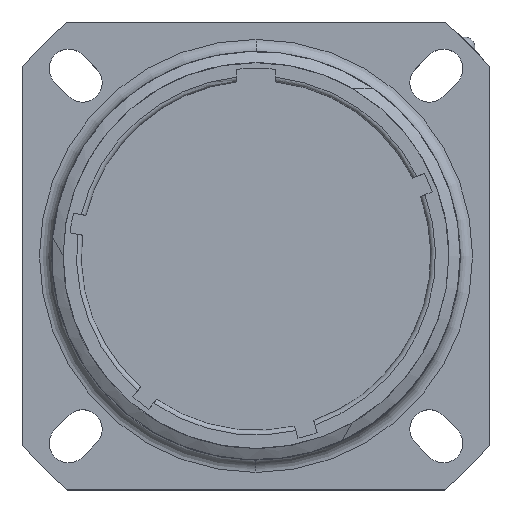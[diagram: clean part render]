
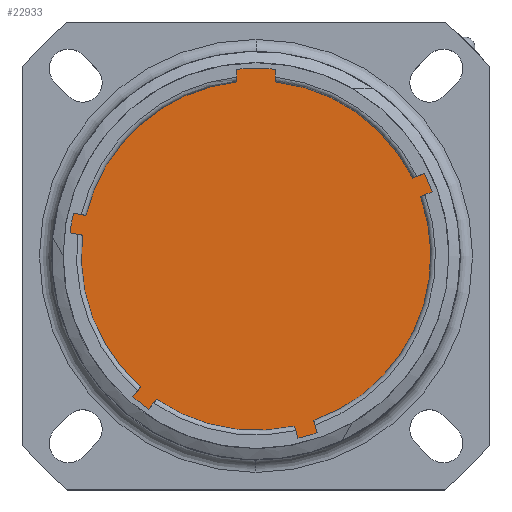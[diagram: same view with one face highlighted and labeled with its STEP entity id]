
A CAD part, top view. The second image highlights one B-rep face of the part: STEP entity #22933.
In plain terms, the highlighted planar face has unit normal (0, 0, 1).
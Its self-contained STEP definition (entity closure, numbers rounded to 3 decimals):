
#12153=CARTESIAN_POINT('',(0.,0.,18.015));
#12154=DIRECTION('',(0.,0.,1.));
#12155=DIRECTION('',(0.94,0.341,0.));
#12156=AXIS2_PLACEMENT_3D('',#12153,#12154,#12155);
#12162=CARTESIAN_POINT('',(0.,0.,18.015));
#12163=DIRECTION('',(0.,0.,-1.));
#12164=DIRECTION('',(0.111,0.994,0.));
#12165=AXIS2_PLACEMENT_3D('',#12162,#12163,#12164);
#12175=DIRECTION('',(0.,1.,0.));
#12176=VECTOR('',#12175,1.071);
#12177=CARTESIAN_POINT('',(1.65,14.718,18.015));
#12178=LINE('',#12177,#12176);
#12179=CARTESIAN_POINT('',(0.,0.,18.015));
#12180=DIRECTION('',(0.,0.,1.));
#12181=DIRECTION('',(0.104,0.995,0.));
#12182=AXIS2_PLACEMENT_3D('',#12179,#12180,#12181);
#12188=DIRECTION('',(0.,-1.,0.));
#12189=VECTOR('',#12188,1.071);
#12190=CARTESIAN_POINT('',(-1.65,15.789,18.015));
#12191=LINE('',#12190,#12189);
#12196=CARTESIAN_POINT('',(0.,0.,18.015));
#12197=DIRECTION('',(0.,0.,-1.));
#12198=DIRECTION('',(-0.973,0.23,0.));
#12199=AXIS2_PLACEMENT_3D('',#12196,#12197,#12198);
#12209=DIRECTION('',(-0.985,0.174,0.));
#12210=VECTOR('',#12209,1.067);
#12211=CARTESIAN_POINT('',(-14.413,3.405,18.015));
#12212=LINE('',#12211,#12210);
#12213=CARTESIAN_POINT('',(0.,0.,18.015));
#12214=DIRECTION('',(0.,0.,1.));
#12215=DIRECTION('',(-0.974,0.226,0.));
#12216=AXIS2_PLACEMENT_3D('',#12213,#12214,#12215);
#12222=DIRECTION('',(0.985,-0.174,0.));
#12223=VECTOR('',#12222,1.067);
#12224=CARTESIAN_POINT('',(-15.759,1.916,18.015));
#12225=LINE('',#12224,#12223);
#12230=CARTESIAN_POINT('',(0.,0.,18.015));
#12231=DIRECTION('',(0.,0.,-1.));
#12232=DIRECTION('',(-0.66,-0.751,0.));
#12233=AXIS2_PLACEMENT_3D('',#12230,#12231,#12232);
#12243=DIRECTION('',(-0.616,-0.788,0.));
#12244=VECTOR('',#12243,1.067);
#12245=CARTESIAN_POINT('',(-9.773,-11.128,18.015));
#12246=LINE('',#12245,#12244);
#12247=CARTESIAN_POINT('',(0.,0.,18.015));
#12248=DIRECTION('',(0.,0.,1.));
#12249=DIRECTION('',(-0.657,-0.754,0.));
#12250=AXIS2_PLACEMENT_3D('',#12247,#12248,#12249);
#12256=DIRECTION('',(0.616,0.788,0.));
#12257=VECTOR('',#12256,1.067);
#12258=CARTESIAN_POINT('',(-9.09,-13.015,18.015));
#12259=LINE('',#12258,#12257);
#12264=CARTESIAN_POINT('',(0.,0.,18.015));
#12265=DIRECTION('',(0.,0.,-1.));
#12266=DIRECTION('',(0.22,-0.975,0.));
#12267=AXIS2_PLACEMENT_3D('',#12264,#12265,#12266);
#12277=DIRECTION('',(0.276,-0.961,0.));
#12278=VECTOR('',#12277,1.067);
#12279=CARTESIAN_POINT('',(3.258,-14.447,18.015));
#12280=LINE('',#12279,#12278);
#12281=CARTESIAN_POINT('',(0.,0.,18.015));
#12282=DIRECTION('',(0.,0.,1.));
#12283=DIRECTION('',(0.224,-0.975,0.));
#12284=AXIS2_PLACEMENT_3D('',#12281,#12282,#12283);
#12290=DIRECTION('',(-0.276,0.961,0.));
#12291=VECTOR('',#12290,1.067);
#12292=CARTESIAN_POINT('',(5.187,-15.004,18.015));
#12293=LINE('',#12292,#12291);
#12298=CARTESIAN_POINT('',(0.,0.,18.015));
#12299=DIRECTION('',(0.,0.,-1.));
#12300=DIRECTION('',(0.941,0.337,0.));
#12301=AXIS2_PLACEMENT_3D('',#12298,#12299,#12300);
#12311=DIRECTION('',(0.921,0.391,0.));
#12312=VECTOR('',#12311,1.067);
#12313=CARTESIAN_POINT('',(13.942,4.995,18.015));
#12314=LINE('',#12313,#12312);
#12555=DIRECTION('',(-0.921,-0.391,0.));
#12556=VECTOR('',#12555,1.067);
#12557=CARTESIAN_POINT('',(14.26,6.976,18.015));
#12558=LINE('',#12557,#12556);
#13693=CARTESIAN_POINT('',(1.65,14.718,18.015));
#13694=CARTESIAN_POINT('',(13.278,6.56,18.015));
#13695=VERTEX_POINT('',#13693);
#13696=VERTEX_POINT('',#13694);
#13733=CARTESIAN_POINT('',(1.65,15.789,18.015));
#13734=VERTEX_POINT('',#13733);
#13735=CARTESIAN_POINT('',(-1.65,15.789,18.015));
#13736=VERTEX_POINT('',#13735);
#13737=CARTESIAN_POINT('',(-1.65,14.718,18.015));
#13738=VERTEX_POINT('',#13737);
#13739=CARTESIAN_POINT('',(-14.413,3.405,18.015));
#13740=CARTESIAN_POINT('',(-15.464,3.59,18.015));
#13741=VERTEX_POINT('',#13739);
#13742=VERTEX_POINT('',#13740);
#13743=CARTESIAN_POINT('',(-15.759,1.916,18.015));
#13744=VERTEX_POINT('',#13743);
#13745=CARTESIAN_POINT('',(-14.709,1.73,18.015));
#13746=VERTEX_POINT('',#13745);
#13747=CARTESIAN_POINT('',(-10.429,-11.968,18.015));
#13748=CARTESIAN_POINT('',(-9.09,-13.015,18.015));
#13749=VERTEX_POINT('',#13747);
#13750=VERTEX_POINT('',#13748);
#13751=CARTESIAN_POINT('',(-8.433,-12.175,18.015));
#13752=VERTEX_POINT('',#13751);
#13753=CARTESIAN_POINT('',(-9.773,-11.128,18.015));
#13754=VERTEX_POINT('',#13753);
#13755=CARTESIAN_POINT('',(3.552,-15.472,18.015));
#13756=CARTESIAN_POINT('',(5.187,-15.004,18.015));
#13757=VERTEX_POINT('',#13755);
#13758=VERTEX_POINT('',#13756);
#13759=CARTESIAN_POINT('',(4.893,-13.979,18.015));
#13760=VERTEX_POINT('',#13759);
#13761=CARTESIAN_POINT('',(3.258,-14.447,18.015));
#13762=VERTEX_POINT('',#13761);
#13763=CARTESIAN_POINT('',(14.924,5.412,18.015));
#13764=CARTESIAN_POINT('',(14.26,6.976,18.015));
#13765=VERTEX_POINT('',#13763);
#13766=VERTEX_POINT('',#13764);
#13767=CARTESIAN_POINT('',(13.942,4.995,18.015));
#13768=VERTEX_POINT('',#13767);
#22887=CARTESIAN_POINT('',(0.,0.,18.015));
#22888=DIRECTION('',(0.,0.,1.));
#22889=DIRECTION('',(0.,1.,0.));
#22890=AXIS2_PLACEMENT_3D('',#22887,#22888,#22889);
#22891=PLANE('',#22890);
#22893=ORIENTED_EDGE('',*,*,#22892,.T.);
#22895=ORIENTED_EDGE('',*,*,#22894,.F.);
#22896=ORIENTED_EDGE('',*,*,#22877,.F.);
#22898=ORIENTED_EDGE('',*,*,#22897,.F.);
#22900=ORIENTED_EDGE('',*,*,#22899,.T.);
#22902=ORIENTED_EDGE('',*,*,#22901,.F.);
#22904=ORIENTED_EDGE('',*,*,#22903,.F.);
#22906=ORIENTED_EDGE('',*,*,#22905,.F.);
#22908=ORIENTED_EDGE('',*,*,#22907,.T.);
#22910=ORIENTED_EDGE('',*,*,#22909,.F.);
#22912=ORIENTED_EDGE('',*,*,#22911,.F.);
#22914=ORIENTED_EDGE('',*,*,#22913,.F.);
#22916=ORIENTED_EDGE('',*,*,#22915,.T.);
#22918=ORIENTED_EDGE('',*,*,#22917,.F.);
#22920=ORIENTED_EDGE('',*,*,#22919,.F.);
#22922=ORIENTED_EDGE('',*,*,#22921,.F.);
#22924=ORIENTED_EDGE('',*,*,#22923,.T.);
#22926=ORIENTED_EDGE('',*,*,#22925,.F.);
#22928=ORIENTED_EDGE('',*,*,#22927,.F.);
#22930=ORIENTED_EDGE('',*,*,#22929,.F.);
#22931=EDGE_LOOP('',(#22893,#22895,#22896,#22898,#22900,#22902,#22904,#22906,
#22908,#22910,#22912,#22914,#22916,#22918,#22920,#22922,#22924,#22926,#22928,
#22930));
#22932=FACE_OUTER_BOUND('',#22931,.F.);
#22933=ADVANCED_FACE('',(#22932),#22891,.T.);
#12157=CIRCLE('',#12156,15.875);
#12166=CIRCLE('',#12165,14.81);
#12183=CIRCLE('',#12182,15.875);
#12200=CIRCLE('',#12199,14.81);
#12217=CIRCLE('',#12216,15.875);
#12234=CIRCLE('',#12233,14.81);
#12251=CIRCLE('',#12250,15.875);
#12268=CIRCLE('',#12267,14.81);
#12285=CIRCLE('',#12284,15.875);
#12302=CIRCLE('',#12301,14.81);
#22877=EDGE_CURVE('',#13765,#13766,#12157,.T.);
#22892=EDGE_CURVE('',#13695,#13696,#12166,.T.);
#22894=EDGE_CURVE('',#13766,#13696,#12558,.T.);
#22897=EDGE_CURVE('',#13768,#13765,#12314,.T.);
#22899=EDGE_CURVE('',#13768,#13760,#12302,.T.);
#22901=EDGE_CURVE('',#13758,#13760,#12293,.T.);
#22903=EDGE_CURVE('',#13757,#13758,#12285,.T.);
#22905=EDGE_CURVE('',#13762,#13757,#12280,.T.);
#22907=EDGE_CURVE('',#13762,#13752,#12268,.T.);
#22909=EDGE_CURVE('',#13750,#13752,#12259,.T.);
#22911=EDGE_CURVE('',#13749,#13750,#12251,.T.);
#22913=EDGE_CURVE('',#13754,#13749,#12246,.T.);
#22915=EDGE_CURVE('',#13754,#13746,#12234,.T.);
#22917=EDGE_CURVE('',#13744,#13746,#12225,.T.);
#22919=EDGE_CURVE('',#13742,#13744,#12217,.T.);
#22921=EDGE_CURVE('',#13741,#13742,#12212,.T.);
#22923=EDGE_CURVE('',#13741,#13738,#12200,.T.);
#22925=EDGE_CURVE('',#13736,#13738,#12191,.T.);
#22927=EDGE_CURVE('',#13734,#13736,#12183,.T.);
#22929=EDGE_CURVE('',#13695,#13734,#12178,.T.);
